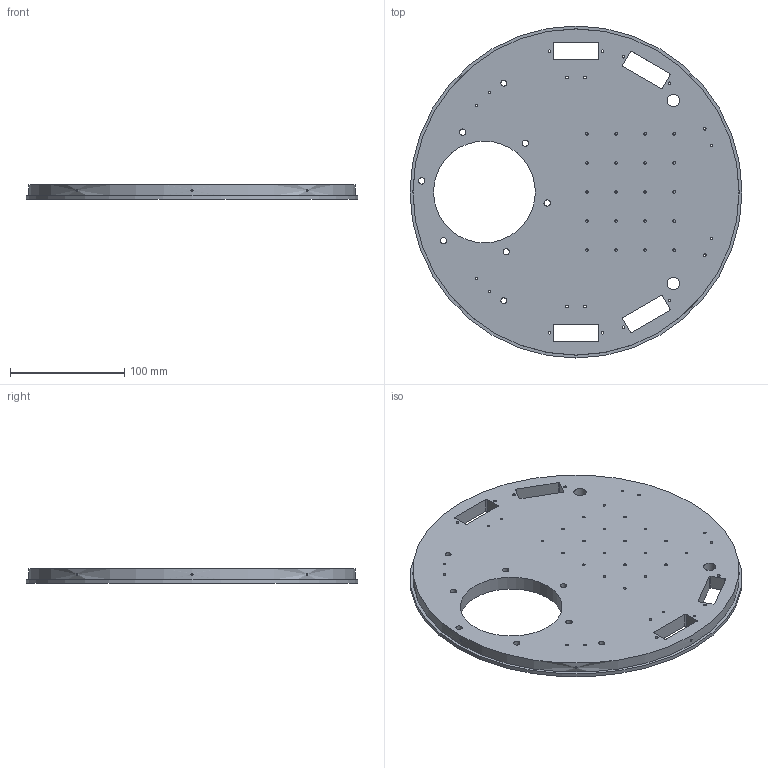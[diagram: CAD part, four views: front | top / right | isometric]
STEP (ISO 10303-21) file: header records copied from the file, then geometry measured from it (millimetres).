
FILE_DESCRIPTION(('Open CASCADE Model'),'2;1');
FILE_NAME('Open CASCADE Shape Model','2022-02-18T11:53:51',('Author'),( 'Open CASCADE'),'Open CASCADE STEP processor 7.5','Open CASCADE 7.5' ,'Unknown');
FILE_SCHEMA(('AUTOMOTIVE_DESIGN { 1 0 10303 214 1 1 1 1 }'));
Length unit declared in the file: millimetre
Products named in the file (1): Open CASCADE STEP translator 7.5 14
Bounding box: 290 x 290 x 12.7 mm (x, y, z)
Volume: 700962.9 mm3; surface area: 140308.8 mm2
Topology: 1 solids, 1 shells, 124 faces, 281 edges, 187 vertices
Faces by surface type: cylinder 77, plane 47
Full cylindrical faces by diameter (mm): 1.778 x8, 2.261 x40, 5.105 x2, 5.5 x6, 10.716 x2, 88.9 x1, 284.825 x1, 290 x1
Entity records: 8441 total; most frequent: CARTESIAN_POINT 2598, DIRECTION 1114, ORIENTED_EDGE 562, PCURVE 562, DEFINITIONAL_REPRESENTATION 562, LINE 524, VECTOR 524, EDGE_CURVE 281
